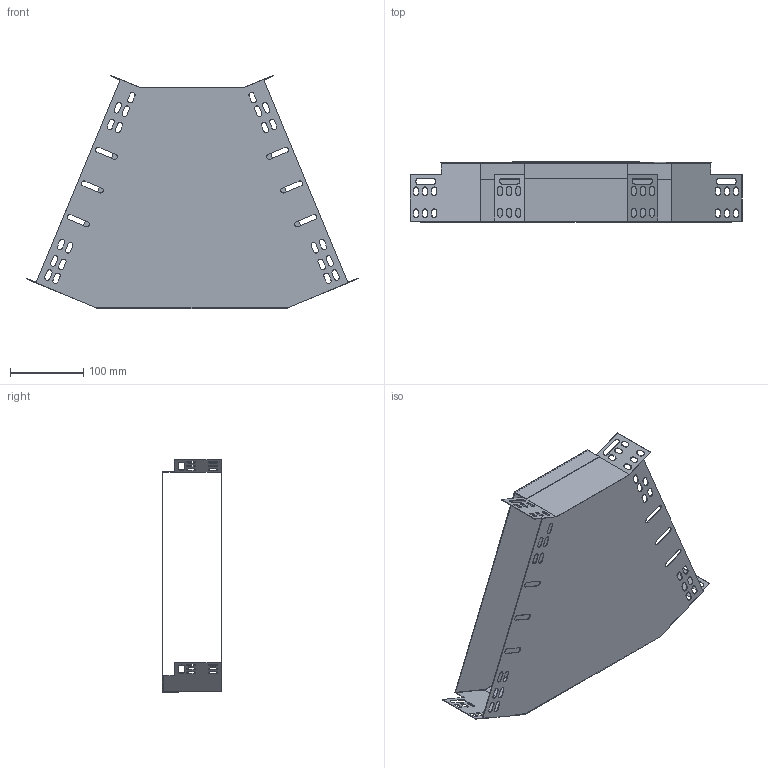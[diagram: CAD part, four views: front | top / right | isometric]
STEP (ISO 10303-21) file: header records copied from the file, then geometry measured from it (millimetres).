
FILE_DESCRIPTION (( 'STEP AP203' ), '1' );
FILE_NAME ('CLP3P-080-300-M-HDZ Ïîâîðîò íà 45 ãð. 80õ300 IEK HDZ.STEP', '2016-03-02T13:13:15', ( '' ), ( '' ), 'SwSTEP 2.0', 'SolidWorks 2014', '' );
FILE_SCHEMA (( 'CONFIG_CONTROL_DESIGN' ));
Length unit declared in the file: millimetre
Products named in the file (1): CLP3P-080-300-M-HDZ Ïîâîðîò íà 45 ãð. 80õ300 IEK HDZ
Bounding box: 454.73 x 81.8 x 319.63 mm (x, y, z)
Volume: 185132.9 mm3; surface area: 466999.5 mm2
Topology: 2 solids, 2 shells, 274 faces, 804 edges, 534 vertices
Faces by surface type: plane 162, cylinder 112
Entity records: 9423 total; most frequent: CARTESIAN_POINT 1613, ORIENTED_EDGE 1608, DIRECTION 1578, EDGE_CURVE 804, VECTOR 580, LINE 580, VERTEX_POINT 534, AXIS2_PLACEMENT_3D 499
